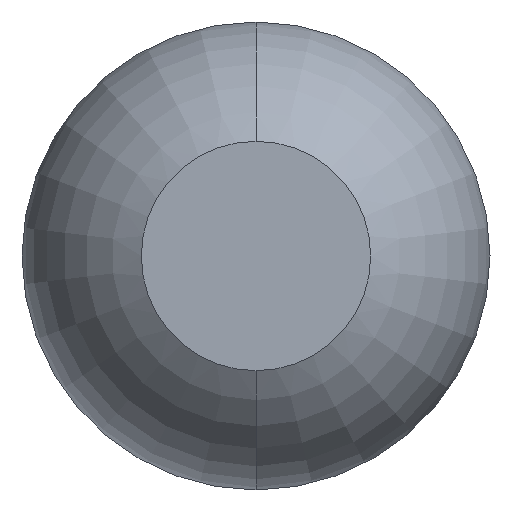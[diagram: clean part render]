
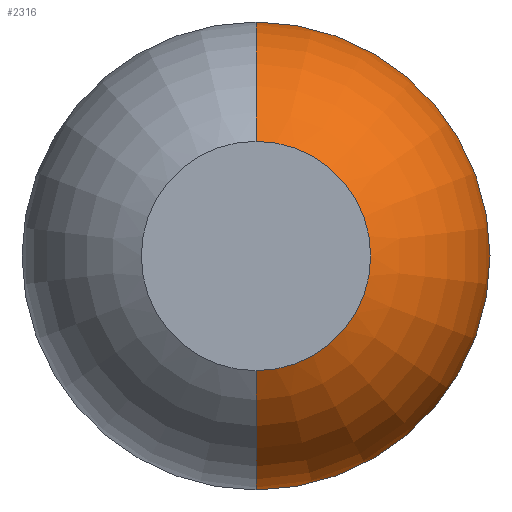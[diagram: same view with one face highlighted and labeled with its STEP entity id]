
A CAD part, front view. The second image highlights one B-rep face of the part: STEP entity #2316.
In plain terms, the highlighted toroidal (fillet/blend) face has major radius 0.01 mm and minor radius 0.5 mm.
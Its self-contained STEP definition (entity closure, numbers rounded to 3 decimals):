
#17 = CIRCLE ( 'NONE', #2403, 0.25 ) ;
#33 = DIRECTION ( 'NONE',  ( 0., 0., -1. ) ) ;
#72 = AXIS2_PLACEMENT_3D ( 'NONE', #2840, #1229, #3119 ) ;
#298 = AXIS2_PLACEMENT_3D ( 'NONE', #1206, #3111, #1508 ) ;
#358 = CARTESIAN_POINT ( 'NONE',  ( 0., -26.961, 0.01 ) ) ;
#369 = DIRECTION ( 'NONE',  ( 0., 0., 1. ) ) ;
#381 = VERTEX_POINT ( 'NONE', #2923 ) ;
#574 = ORIENTED_EDGE ( 'NONE', *, *, #2652, .T. ) ;
#586 = EDGE_CURVE ( 'Defeature ausgef�hrt1_17+Defeature ausgef�hrt1_5+Defeature ausgef�hrt1_5+Defeature ausgef�hrt1_5', #1125, #1512, #17, .T. ) ;
#732 = TOROIDAL_SURFACE ( 'NONE', #298, 0.01, 0.5 ) ;
#877 = DIRECTION ( 'NONE',  ( -1., 0., 0. ) ) ;
#982 = ORIENTED_EDGE ( 'NONE', *, *, #3130, .F. ) ;
#1125 = VERTEX_POINT ( 'NONE', #1980 ) ;
#1152 = DIRECTION ( 'NONE',  ( 1., 0., 0. ) ) ;
#1155 = CARTESIAN_POINT ( 'NONE',  ( 0., -27.4, 0. ) ) ;
#1206 = CARTESIAN_POINT ( 'NONE',  ( 0., -26.961, 0. ) ) ;
#1229 = DIRECTION ( 'NONE',  ( 0., 1., 0. ) ) ;
#1428 = DIRECTION ( 'NONE',  ( 0., -1., 0. ) ) ;
#1436 = DIRECTION ( 'NONE',  ( 0., 0., -1. ) ) ;
#1508 = DIRECTION ( 'NONE',  ( 0., 0., 1. ) ) ;
#1512 = VERTEX_POINT ( 'NONE', #2738 ) ;
#1537 = CIRCLE ( 'NONE', #72, 0.51 ) ;
#1773 = EDGE_CURVE ( 'Defeature ausgef�hrt1_6+Defeature ausgef�hrt1_5+Defeature ausgef�hrt1_5+Defeature ausgef�hrt1_5', #381, #2548, #1537, .T. ) ;
#1863 = CARTESIAN_POINT ( 'NONE',  ( 0., -26.961, -0.51 ) ) ;
#1894 = EDGE_LOOP ( 'NONE', ( #3513, #574, #2764, #982 ) ) ;
#1980 = CARTESIAN_POINT ( 'NONE',  ( 0., -27.4, -0.25 ) ) ;
#2316 = ADVANCED_FACE ( 'Defeature ausgef�hrt1_5', ( #3306 ), #732, .T. ) ;
#2403 = AXIS2_PLACEMENT_3D ( 'NONE', #1155, #1428, #1436 ) ;
#2474 = CARTESIAN_POINT ( 'NONE',  ( 0., -26.961, -0.01 ) ) ;
#2548 = VERTEX_POINT ( 'NONE', #1863 ) ;
#2652 = EDGE_CURVE ( 'NONE', #1125, #2548, #3358, .T. ) ;
#2738 = CARTESIAN_POINT ( 'NONE',  ( 0., -27.4, 0.25 ) ) ;
#2764 = ORIENTED_EDGE ( 'NONE', *, *, #1773, .F. ) ;
#2840 = CARTESIAN_POINT ( 'NONE',  ( 0., -26.961, 0. ) ) ;
#2923 = CARTESIAN_POINT ( 'NONE',  ( 0., -26.961, 0.51 ) ) ;
#3111 = DIRECTION ( 'NONE',  ( 0., 1., 0. ) ) ;
#3119 = DIRECTION ( 'NONE',  ( 0., 0., 1. ) ) ;
#3130 = EDGE_CURVE ( 'NONE', #1512, #381, #3506, .T. ) ;
#3138 = AXIS2_PLACEMENT_3D ( 'NONE', #2474, #1152, #33 ) ;
#3206 = AXIS2_PLACEMENT_3D ( 'NONE', #358, #877, #369 ) ;
#3306 = FACE_OUTER_BOUND ( 'NONE', #1894, .T. ) ;
#3358 = CIRCLE ( 'NONE', #3138, 0.5 ) ;
#3506 = CIRCLE ( 'NONE', #3206, 0.5 ) ;
#3513 = ORIENTED_EDGE ( 'NONE', *, *, #586, .F. ) ;
